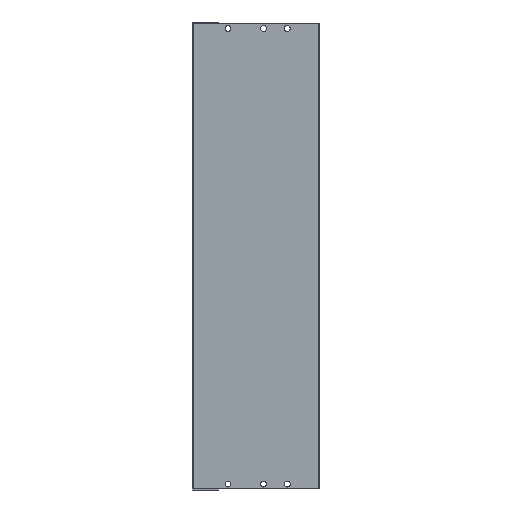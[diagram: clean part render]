
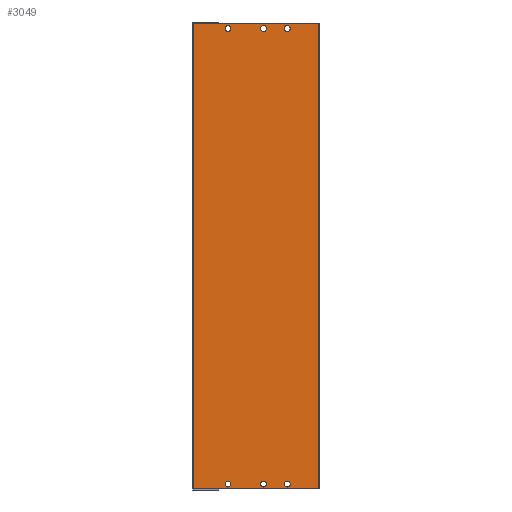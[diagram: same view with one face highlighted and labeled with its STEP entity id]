
A CAD part, front view. The second image highlights one B-rep face of the part: STEP entity #3049.
In plain terms, the highlighted planar face has unit normal (0, -1, 0).
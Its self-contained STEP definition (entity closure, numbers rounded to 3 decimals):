
#49 = CARTESIAN_POINT ( 'NONE',  ( 29.7, 0., -4. ) ) ;
#178 = CARTESIAN_POINT ( 'NONE',  ( 59.7, 0., -388.5 ) ) ;
#369 = DIRECTION ( 'NONE',  ( 0., 0., -1. ) ) ;
#372 = PLANE ( 'NONE',  #14275 ) ;
#450 = VECTOR ( 'NONE', #3107, 1000. ) ;
#631 = CARTESIAN_POINT ( 'NONE',  ( 29.7, 0., -6.5 ) ) ;
#713 = CARTESIAN_POINT ( 'NONE',  ( 0.5, 0., -392.5 ) ) ;
#850 = DIRECTION ( 'NONE',  ( 0., 0., -1. ) ) ;
#964 = ORIENTED_EDGE ( 'NONE', *, *, #9366, .T. ) ;
#1209 = DIRECTION ( 'NONE',  ( 0., 0., -1. ) ) ;
#1320 = DIRECTION ( 'NONE',  ( 0., 0., -1. ) ) ;
#1408 = DIRECTION ( 'NONE',  ( 0., 1., 0. ) ) ;
#1423 = EDGE_LOOP ( 'NONE', ( #15955, #4942 ) ) ;
#1489 = DIRECTION ( 'NONE',  ( 0., 0., -1. ) ) ;
#1521 = CARTESIAN_POINT ( 'NONE',  ( 79.7, 0., -4. ) ) ;
#1968 = ORIENTED_EDGE ( 'NONE', *, *, #13232, .T. ) ;
#1989 = FACE_BOUND ( 'NONE', #1423, .T. ) ;
#2127 = CIRCLE ( 'NONE', #4021, 2.5 ) ;
#2325 = DIRECTION ( 'NONE',  ( 0., 1., 0. ) ) ;
#2338 = ORIENTED_EDGE ( 'NONE', *, *, #8427, .T. ) ;
#2365 = AXIS2_PLACEMENT_3D ( 'NONE', #11325, #8520, #9956 ) ;
#2456 = VERTEX_POINT ( 'NONE', #11533 ) ;
#2530 = ORIENTED_EDGE ( 'NONE', *, *, #16041, .T. ) ;
#2533 = CARTESIAN_POINT ( 'NONE',  ( 29.7, 0., -1.5 ) ) ;
#2551 = CARTESIAN_POINT ( 'NONE',  ( 29.7, 0., -391. ) ) ;
#2597 = CIRCLE ( 'NONE', #6101, 2.5 ) ;
#2946 = EDGE_CURVE ( 'NONE', #2456, #8861, #2597, .T. ) ;
#2959 = CIRCLE ( 'NONE', #11637, 2.5 ) ;
#3049 = ADVANCED_FACE ( 'NONE', ( #8354, #8747, #4374, #1989, #12023, #10837, #7162 ), #372, .T. ) ;
#3104 = VERTEX_POINT ( 'NONE', #631 ) ;
#3107 = DIRECTION ( 'NONE',  ( -1., 0., 0. ) ) ;
#3164 = VECTOR ( 'NONE', #3733, 1000. ) ;
#3184 = VECTOR ( 'NONE', #16799, 1000. ) ;
#3217 = CARTESIAN_POINT ( 'NONE',  ( 106.2, 0., 0. ) ) ;
#3268 = CARTESIAN_POINT ( 'NONE',  ( 0.5, 0., -392.5 ) ) ;
#3367 = DIRECTION ( 'NONE',  ( 0., 0., -1. ) ) ;
#3396 = CARTESIAN_POINT ( 'NONE',  ( 29.7, 0., -388.5 ) ) ;
#3447 = EDGE_CURVE ( 'NONE', #12735, #3862, #9353, .T. ) ;
#3477 = EDGE_LOOP ( 'NONE', ( #1968, #7060, #4089, #2338 ) ) ;
#3593 = ORIENTED_EDGE ( 'NONE', *, *, #9633, .T. ) ;
#3655 = CARTESIAN_POINT ( 'NONE',  ( 106.2, 0., -392.5 ) ) ;
#3733 = DIRECTION ( 'NONE',  ( 0., 0., 1. ) ) ;
#3862 = VERTEX_POINT ( 'NONE', #9079 ) ;
#4021 = AXIS2_PLACEMENT_3D ( 'NONE', #4966, #2325, #1320 ) ;
#4045 = CIRCLE ( 'NONE', #14651, 2.5 ) ;
#4089 = ORIENTED_EDGE ( 'NONE', *, *, #8110, .T. ) ;
#4099 = CARTESIAN_POINT ( 'NONE',  ( 59.7, 0., -391. ) ) ;
#4262 = CARTESIAN_POINT ( 'NONE',  ( 106.2, 0., -392.5 ) ) ;
#4276 = CIRCLE ( 'NONE', #14056, 2.5 ) ;
#4374 = FACE_BOUND ( 'NONE', #5446, .T. ) ;
#4489 = DIRECTION ( 'NONE',  ( 0., 0., -1. ) ) ;
#4585 = ORIENTED_EDGE ( 'NONE', *, *, #15512, .T. ) ;
#4616 = EDGE_LOOP ( 'NONE', ( #3593, #14092 ) ) ;
#4631 = ORIENTED_EDGE ( 'NONE', *, *, #2946, .T. ) ;
#4650 = VERTEX_POINT ( 'NONE', #6482 ) ;
#4901 = VERTEX_POINT ( 'NONE', #4099 ) ;
#4942 = ORIENTED_EDGE ( 'NONE', *, *, #8586, .T. ) ;
#4966 = CARTESIAN_POINT ( 'NONE',  ( 29.7, 0., -388.5 ) ) ;
#5268 = EDGE_CURVE ( 'NONE', #11198, #5562, #11554, .T. ) ;
#5361 = AXIS2_PLACEMENT_3D ( 'NONE', #1521, #8223, #1209 ) ;
#5446 = EDGE_LOOP ( 'NONE', ( #11997, #964 ) ) ;
#5469 = DIRECTION ( 'NONE',  ( 0., 0., -1. ) ) ;
#5554 = DIRECTION ( 'NONE',  ( 0., -1., 0. ) ) ;
#5562 = VERTEX_POINT ( 'NONE', #3217 ) ;
#5655 = CARTESIAN_POINT ( 'NONE',  ( 0.5, 0., 0. ) ) ;
#5689 = CARTESIAN_POINT ( 'NONE',  ( 0.5, 0., -392.5 ) ) ;
#5927 = CARTESIAN_POINT ( 'NONE',  ( 59.7, 0., -386. ) ) ;
#5990 = DIRECTION ( 'NONE',  ( 0., 1., 0. ) ) ;
#6101 = AXIS2_PLACEMENT_3D ( 'NONE', #11776, #11695, #1489 ) ;
#6482 = CARTESIAN_POINT ( 'NONE',  ( 29.7, 0., -386. ) ) ;
#6489 = CARTESIAN_POINT ( 'NONE',  ( 59.7, 0., -6.5 ) ) ;
#6589 = DIRECTION ( 'NONE',  ( 0., 0., -1. ) ) ;
#6639 = AXIS2_PLACEMENT_3D ( 'NONE', #12573, #8399, #4489 ) ;
#6823 = CARTESIAN_POINT ( 'NONE',  ( 79.7, 0., -4. ) ) ;
#7035 = AXIS2_PLACEMENT_3D ( 'NONE', #13307, #1408, #5469 ) ;
#7060 = ORIENTED_EDGE ( 'NONE', *, *, #5268, .T. ) ;
#7162 = FACE_BOUND ( 'NONE', #9015, .T. ) ;
#7327 = ORIENTED_EDGE ( 'NONE', *, *, #16673, .T. ) ;
#7341 = VERTEX_POINT ( 'NONE', #3268 ) ;
#7429 = AXIS2_PLACEMENT_3D ( 'NONE', #15031, #13835, #3367 ) ;
#7617 = EDGE_CURVE ( 'NONE', #4650, #10362, #11984, .T. ) ;
#7711 = CIRCLE ( 'NONE', #7429, 2.5 ) ;
#7917 = DIRECTION ( 'NONE',  ( 0., 1., 0. ) ) ;
#7991 = VERTEX_POINT ( 'NONE', #10680 ) ;
#8019 = LINE ( 'NONE', #11594, #3184 ) ;
#8110 = EDGE_CURVE ( 'NONE', #5562, #7991, #11013, .T. ) ;
#8155 = DIRECTION ( 'NONE',  ( 1., 0., 0. ) ) ;
#8223 = DIRECTION ( 'NONE',  ( 0., 1., 0. ) ) ;
#8231 = LINE ( 'NONE', #5689, #15986 ) ;
#8354 = FACE_OUTER_BOUND ( 'NONE', #3477, .T. ) ;
#8399 = DIRECTION ( 'NONE',  ( 0., 1., 0. ) ) ;
#8427 = EDGE_CURVE ( 'NONE', #7991, #7341, #8019, .T. ) ;
#8520 = DIRECTION ( 'NONE',  ( 0., 1., 0. ) ) ;
#8586 = EDGE_CURVE ( 'NONE', #10501, #12793, #9965, .T. ) ;
#8734 = EDGE_CURVE ( 'NONE', #13520, #3104, #15968, .T. ) ;
#8747 = FACE_BOUND ( 'NONE', #4616, .T. ) ;
#8816 = EDGE_CURVE ( 'NONE', #12793, #10501, #12986, .T. ) ;
#8861 = VERTEX_POINT ( 'NONE', #13265 ) ;
#9015 = EDGE_LOOP ( 'NONE', ( #7327, #4631 ) ) ;
#9079 = CARTESIAN_POINT ( 'NONE',  ( 59.7, 0., -1.5 ) ) ;
#9156 = AXIS2_PLACEMENT_3D ( 'NONE', #6823, #16110, #369 ) ;
#9233 = ORIENTED_EDGE ( 'NONE', *, *, #14649, .T. ) ;
#9353 = CIRCLE ( 'NONE', #6639, 2.5 ) ;
#9366 = EDGE_CURVE ( 'NONE', #3862, #12735, #2959, .T. ) ;
#9493 = CIRCLE ( 'NONE', #7035, 2.5 ) ;
#9633 = EDGE_CURVE ( 'NONE', #3104, #13520, #4045, .T. ) ;
#9956 = DIRECTION ( 'NONE',  ( 0., 0., -1. ) ) ;
#9965 = CIRCLE ( 'NONE', #9156, 2.5 ) ;
#9972 = EDGE_LOOP ( 'NONE', ( #9233, #14478 ) ) ;
#10362 = VERTEX_POINT ( 'NONE', #2551 ) ;
#10501 = VERTEX_POINT ( 'NONE', #15984 ) ;
#10544 = DIRECTION ( 'NONE',  ( 0., 0., -1. ) ) ;
#10680 = CARTESIAN_POINT ( 'NONE',  ( 0.5, 0., 0. ) ) ;
#10837 = FACE_BOUND ( 'NONE', #14820, .T. ) ;
#10873 = AXIS2_PLACEMENT_3D ( 'NONE', #3396, #12421, #850 ) ;
#11013 = LINE ( 'NONE', #5655, #450 ) ;
#11198 = VERTEX_POINT ( 'NONE', #4262 ) ;
#11325 = CARTESIAN_POINT ( 'NONE',  ( 29.7, 0., -4. ) ) ;
#11533 = CARTESIAN_POINT ( 'NONE',  ( 79.7, 0., -386. ) ) ;
#11554 = LINE ( 'NONE', #3655, #3164 ) ;
#11594 = CARTESIAN_POINT ( 'NONE',  ( 0.5, 0., -392.5 ) ) ;
#11637 = AXIS2_PLACEMENT_3D ( 'NONE', #16049, #5990, #16206 ) ;
#11695 = DIRECTION ( 'NONE',  ( 0., 1., 0. ) ) ;
#11776 = CARTESIAN_POINT ( 'NONE',  ( 79.7, 0., -388.5 ) ) ;
#11984 = CIRCLE ( 'NONE', #10873, 2.5 ) ;
#11997 = ORIENTED_EDGE ( 'NONE', *, *, #3447, .T. ) ;
#12023 = FACE_BOUND ( 'NONE', #9972, .T. ) ;
#12421 = DIRECTION ( 'NONE',  ( 0., 1., 0. ) ) ;
#12573 = CARTESIAN_POINT ( 'NONE',  ( 59.7, 0., -4. ) ) ;
#12735 = VERTEX_POINT ( 'NONE', #6489 ) ;
#12793 = VERTEX_POINT ( 'NONE', #15928 ) ;
#12986 = CIRCLE ( 'NONE', #5361, 2.5 ) ;
#13232 = EDGE_CURVE ( 'NONE', #7341, #11198, #8231, .T. ) ;
#13265 = CARTESIAN_POINT ( 'NONE',  ( 79.7, 0., -391. ) ) ;
#13307 = CARTESIAN_POINT ( 'NONE',  ( 59.7, 0., -388.5 ) ) ;
#13520 = VERTEX_POINT ( 'NONE', #2533 ) ;
#13835 = DIRECTION ( 'NONE',  ( 0., 1., 0. ) ) ;
#14056 = AXIS2_PLACEMENT_3D ( 'NONE', #178, #7917, #10544 ) ;
#14092 = ORIENTED_EDGE ( 'NONE', *, *, #8734, .T. ) ;
#14275 = AXIS2_PLACEMENT_3D ( 'NONE', #713, #5554, #15946 ) ;
#14422 = DIRECTION ( 'NONE',  ( 0., 1., 0. ) ) ;
#14478 = ORIENTED_EDGE ( 'NONE', *, *, #7617, .T. ) ;
#14649 = EDGE_CURVE ( 'NONE', #10362, #4650, #2127, .T. ) ;
#14651 = AXIS2_PLACEMENT_3D ( 'NONE', #49, #14422, #6589 ) ;
#14738 = VERTEX_POINT ( 'NONE', #5927 ) ;
#14820 = EDGE_LOOP ( 'NONE', ( #4585, #2530 ) ) ;
#15031 = CARTESIAN_POINT ( 'NONE',  ( 79.7, 0., -388.5 ) ) ;
#15512 = EDGE_CURVE ( 'NONE', #4901, #14738, #9493, .T. ) ;
#15928 = CARTESIAN_POINT ( 'NONE',  ( 79.7, 0., -6.5 ) ) ;
#15946 = DIRECTION ( 'NONE',  ( 0., 0., -1. ) ) ;
#15955 = ORIENTED_EDGE ( 'NONE', *, *, #8816, .T. ) ;
#15968 = CIRCLE ( 'NONE', #2365, 2.5 ) ;
#15984 = CARTESIAN_POINT ( 'NONE',  ( 79.7, 0., -1.5 ) ) ;
#15986 = VECTOR ( 'NONE', #8155, 1000. ) ;
#16041 = EDGE_CURVE ( 'NONE', #14738, #4901, #4276, .T. ) ;
#16049 = CARTESIAN_POINT ( 'NONE',  ( 59.7, 0., -4. ) ) ;
#16110 = DIRECTION ( 'NONE',  ( 0., 1., 0. ) ) ;
#16206 = DIRECTION ( 'NONE',  ( 0., 0., -1. ) ) ;
#16673 = EDGE_CURVE ( 'NONE', #8861, #2456, #7711, .T. ) ;
#16799 = DIRECTION ( 'NONE',  ( 0., 0., -1. ) ) ;
